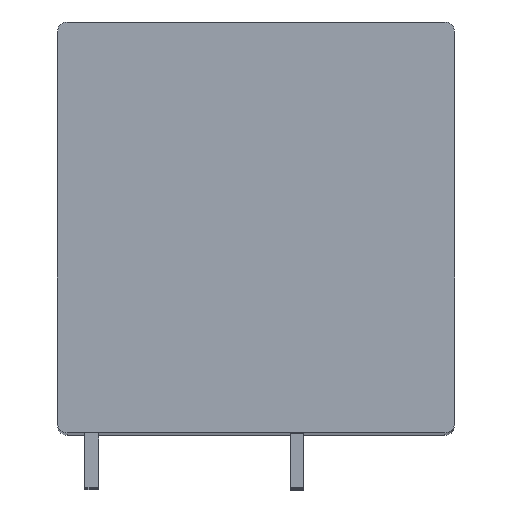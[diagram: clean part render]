
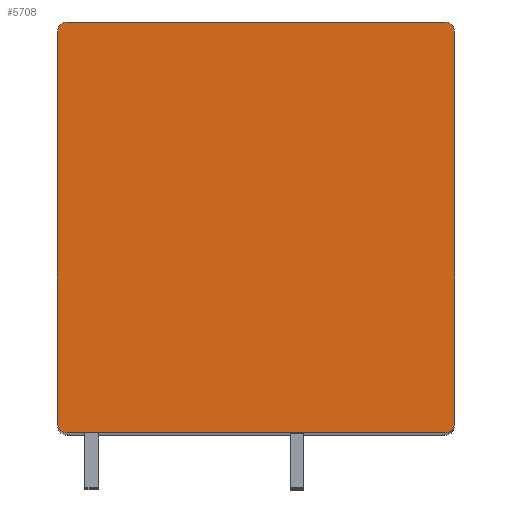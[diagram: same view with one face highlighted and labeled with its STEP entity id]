
A CAD part, top view. The second image highlights one B-rep face of the part: STEP entity #5708.
In plain terms, the highlighted planar face has unit normal (0, 0, 1).
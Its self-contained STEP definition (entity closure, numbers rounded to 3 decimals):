
#789=CARTESIAN_POINT('',(13.8,14.3,4.45));
#790=DIRECTION('',(0.,0.,1.));
#791=DIRECTION('',(1.,0.,0.));
#792=AXIS2_PLACEMENT_3D('',#789,#790,#791);
#794=DIRECTION('',(0.,1.,0.));
#795=VECTOR('',#794,28.6);
#796=CARTESIAN_POINT('',(14.5,-14.3,4.45));
#797=LINE('',#796,#795);
#798=CARTESIAN_POINT('',(13.8,-14.3,4.45));
#799=DIRECTION('',(0.,0.,1.));
#800=DIRECTION('',(0.,-1.,0.));
#801=AXIS2_PLACEMENT_3D('',#798,#799,#800);
#803=DIRECTION('',(1.,0.,0.));
#804=VECTOR('',#803,27.6);
#805=CARTESIAN_POINT('',(-13.8,-15.,4.45));
#806=LINE('',#805,#804);
#807=CARTESIAN_POINT('',(-13.8,-14.3,4.45));
#808=DIRECTION('',(0.,0.,1.));
#809=DIRECTION('',(-1.,0.,0.));
#810=AXIS2_PLACEMENT_3D('',#807,#808,#809);
#812=DIRECTION('',(0.,-1.,0.));
#813=VECTOR('',#812,28.6);
#814=CARTESIAN_POINT('',(-14.5,14.3,4.45));
#815=LINE('',#814,#813);
#816=CARTESIAN_POINT('',(-13.8,14.3,4.45));
#817=DIRECTION('',(0.,0.,1.));
#818=DIRECTION('',(0.,1.,0.));
#819=AXIS2_PLACEMENT_3D('',#816,#817,#818);
#821=DIRECTION('',(-1.,0.,0.));
#822=VECTOR('',#821,27.6);
#823=CARTESIAN_POINT('',(13.8,15.,4.45));
#824=LINE('',#823,#822);
#3941=CARTESIAN_POINT('',(14.5,14.3,4.45));
#3942=CARTESIAN_POINT('',(13.8,15.,4.45));
#3943=VERTEX_POINT('',#3941);
#3944=VERTEX_POINT('',#3942);
#3945=CARTESIAN_POINT('',(-13.8,15.,4.45));
#3946=VERTEX_POINT('',#3945);
#3947=CARTESIAN_POINT('',(-14.5,14.3,4.45));
#3948=VERTEX_POINT('',#3947);
#3949=CARTESIAN_POINT('',(-14.5,-14.3,4.45));
#3950=VERTEX_POINT('',#3949);
#3951=CARTESIAN_POINT('',(-13.8,-15.,4.45));
#3952=VERTEX_POINT('',#3951);
#3953=CARTESIAN_POINT('',(13.8,-15.,4.45));
#3954=VERTEX_POINT('',#3953);
#3955=CARTESIAN_POINT('',(14.5,-14.3,4.45));
#3956=VERTEX_POINT('',#3955);
#5693=CARTESIAN_POINT('',(0.,0.,4.45));
#5694=DIRECTION('',(0.,0.,1.));
#5695=DIRECTION('',(1.,0.,0.));
#5696=AXIS2_PLACEMENT_3D('',#5693,#5694,#5695);
#5697=PLANE('',#5696);
#5698=ORIENTED_EDGE('',*,*,#5048,.F.);
#5699=ORIENTED_EDGE('',*,*,#5063,.F.);
#5700=ORIENTED_EDGE('',*,*,#5317,.F.);
#5701=ORIENTED_EDGE('',*,*,#5331,.F.);
#5702=ORIENTED_EDGE('',*,*,#5645,.F.);
#5703=ORIENTED_EDGE('',*,*,#5659,.F.);
#5704=ORIENTED_EDGE('',*,*,#5673,.F.);
#5705=ORIENTED_EDGE('',*,*,#5686,.F.);
#5706=EDGE_LOOP('',(#5698,#5699,#5700,#5701,#5702,#5703,#5704,#5705));
#5707=FACE_OUTER_BOUND('',#5706,.F.);
#5708=ADVANCED_FACE('',(#5707),#5697,.T.);
#793=CIRCLE('',#792,0.7);
#802=CIRCLE('',#801,0.7);
#811=CIRCLE('',#810,0.7);
#820=CIRCLE('',#819,0.7);
#5048=EDGE_CURVE('',#3943,#3944,#793,.T.);
#5063=EDGE_CURVE('',#3956,#3943,#797,.T.);
#5317=EDGE_CURVE('',#3954,#3956,#802,.T.);
#5331=EDGE_CURVE('',#3952,#3954,#806,.T.);
#5645=EDGE_CURVE('',#3950,#3952,#811,.T.);
#5659=EDGE_CURVE('',#3948,#3950,#815,.T.);
#5673=EDGE_CURVE('',#3946,#3948,#820,.T.);
#5686=EDGE_CURVE('',#3944,#3946,#824,.T.);
